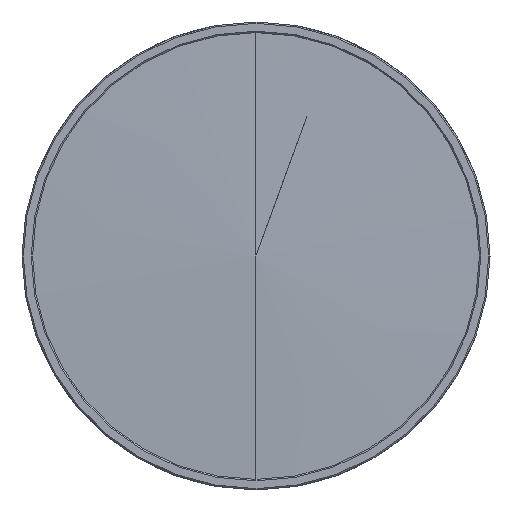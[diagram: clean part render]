
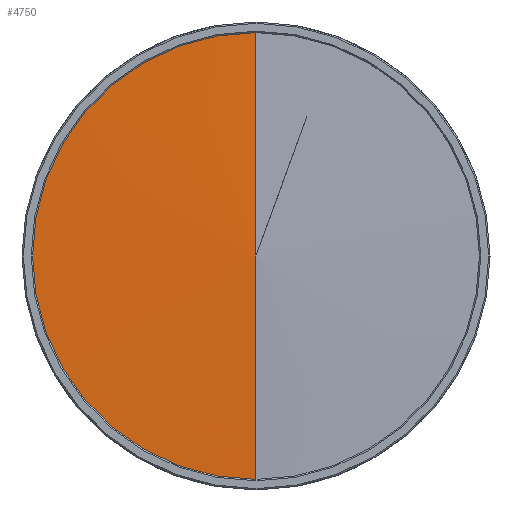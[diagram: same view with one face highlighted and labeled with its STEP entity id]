
A CAD part, left-side view. The second image highlights one B-rep face of the part: STEP entity #4750.
In plain terms, the highlighted conical face has half-angle 88.274 degrees and reference radius 51.26 mm.
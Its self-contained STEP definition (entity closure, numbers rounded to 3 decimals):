
#684 = CARTESIAN_POINT ( 'NONE',  ( 1.545, 0., -51.26 ) ) ;
#1198 = LINE ( 'NONE', #13145, #4390 ) ;
#1573 = DIRECTION ( 'NONE',  ( 1., 0., 0. ) ) ;
#4022 = CIRCLE ( 'NONE', #14641, 49.65 ) ;
#4225 = ORIENTED_EDGE ( 'NONE', *, *, #18574, .F. ) ;
#4328 = DIRECTION ( 'NONE',  ( 0.03, 0., 1. ) ) ;
#4390 = VECTOR ( 'NONE', #4328, 1000. ) ;
#4750 = ADVANCED_FACE ( 'NONE', ( #16841 ), #5325, .T. ) ;
#5325 = CONICAL_SURFACE ( 'NONE', #6016, 51.26, 1.541 ) ;
#5366 = DIRECTION ( 'NONE',  ( 1., 0., 0. ) ) ;
#5588 = VERTEX_POINT ( 'NONE', #15371 ) ;
#6016 = AXIS2_PLACEMENT_3D ( 'NONE', #18611, #5366, #9820 ) ;
#8541 = LINE ( 'NONE', #684, #15856 ) ;
#9306 = EDGE_CURVE ( 'NONE', #11528, #16761, #1198, .T. ) ;
#9820 = DIRECTION ( 'NONE',  ( 0., 0., -1. ) ) ;
#10580 = DIRECTION ( 'NONE',  ( 0., 0., -1. ) ) ;
#10847 = DIRECTION ( 'NONE',  ( 0.03, 0., -1. ) ) ;
#11151 = ORIENTED_EDGE ( 'NONE', *, *, #15278, .F. ) ;
#11528 = VERTEX_POINT ( 'NONE', #14055 ) ;
#12312 = CARTESIAN_POINT ( 'NONE',  ( 1.496, 0., 49.65 ) ) ;
#13145 = CARTESIAN_POINT ( 'NONE',  ( 1.545, 0., 51.26 ) ) ;
#14055 = CARTESIAN_POINT ( 'NONE',  ( 0., 0., 0. ) ) ;
#14641 = AXIS2_PLACEMENT_3D ( 'NONE', #17748, #1573, #10580 ) ;
#15198 = EDGE_LOOP ( 'NONE', ( #4225, #18625, #11151 ) ) ;
#15278 = EDGE_CURVE ( 'NONE', #5588, #16761, #4022, .T. ) ;
#15371 = CARTESIAN_POINT ( 'NONE',  ( 1.496, 0., -49.65 ) ) ;
#15856 = VECTOR ( 'NONE', #10847, 1000. ) ;
#16761 = VERTEX_POINT ( 'NONE', #12312 ) ;
#16841 = FACE_OUTER_BOUND ( 'NONE', #15198, .T. ) ;
#17748 = CARTESIAN_POINT ( 'NONE',  ( 1.496, 0., 0. ) ) ;
#18574 = EDGE_CURVE ( 'NONE', #11528, #5588, #8541, .T. ) ;
#18611 = CARTESIAN_POINT ( 'NONE',  ( 1.545, 0., 0. ) ) ;
#18625 = ORIENTED_EDGE ( 'NONE', *, *, #9306, .T. ) ;
